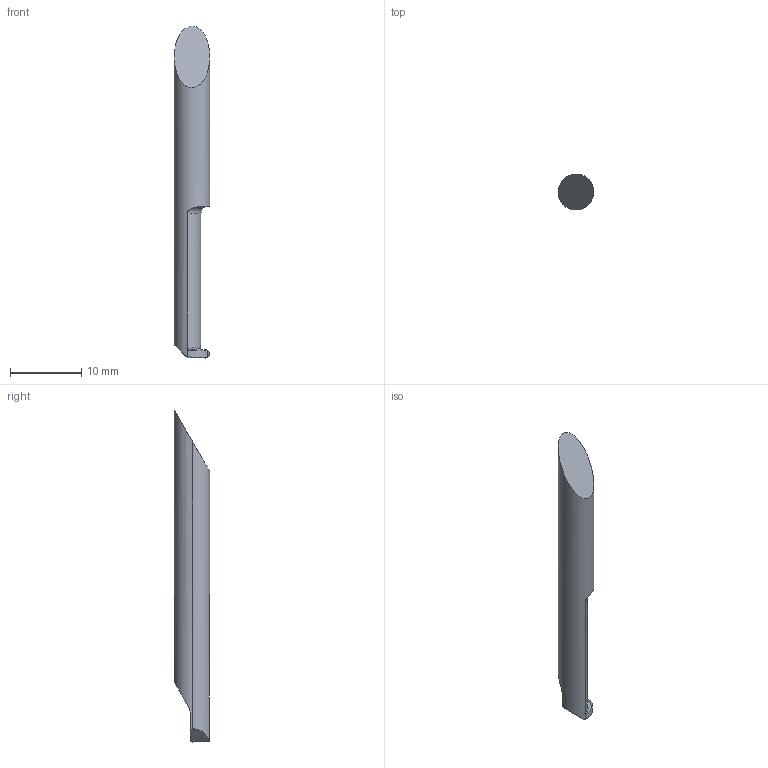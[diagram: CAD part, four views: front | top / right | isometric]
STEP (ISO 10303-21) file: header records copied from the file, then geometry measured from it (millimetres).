
FILE_DESCRIPTION(/* description */ (''),/* implementation_level */ '2;1');
FILE_NAME(/* name */ '1530279967949.stp',/* time_stamp */ '2018-06-29T15:46:16+02:00',/* author */ (''),/* organization */ ('SMS'),/* preprocessor_version */ 'ST-DEVELOPER v15',/* originating_system */ 'SIEMENS PLM Software NX 8.5',/* authorisation */ '');
FILE_SCHEMA (('AUTOMOTIVE_DESIGN { 1 0 10303 214 3 1 1 1 }'));
Length unit declared in the file: millimetre
Products named in the file (1): 201740437mod000_00
Bounding box: 5 x 5 x 46.58 mm (x, y, z)
Volume: 662.1 mm3; surface area: 650.4 mm2
Topology: 2 solids, 2 shells, 29 faces, 74 edges, 52 vertices
Faces by surface type: plane 10, cylinder 9, bspline 7, torus 3
Entity records: 1256 total; most frequent: CARTESIAN_POINT 594, ORIENTED_EDGE 146, DIRECTION 95, EDGE_CURVE 73, VERTEX_POINT 48, AXIS2_PLACEMENT_3D 38, B_SPLINE_CURVE_WITH_KNOTS 32, ADVANCED_FACE 29
